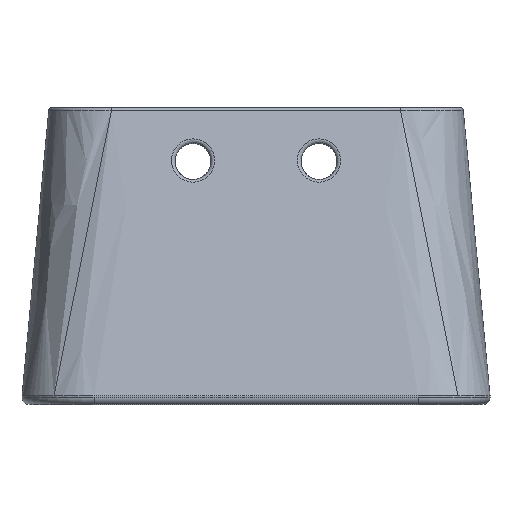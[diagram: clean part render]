
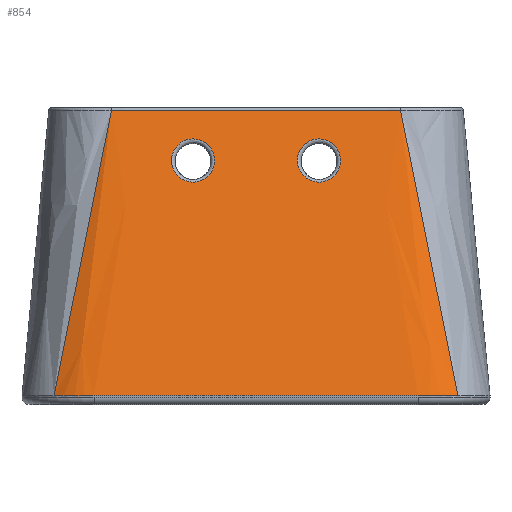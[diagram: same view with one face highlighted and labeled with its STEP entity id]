
A CAD part, front view. The second image highlights one B-rep face of the part: STEP entity #854.
In plain terms, the highlighted free-form (B-spline) face has degree [3, 3] with [9, 4] control points.
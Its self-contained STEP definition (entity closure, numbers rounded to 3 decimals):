
#34=FACE_BOUND('',#187,.T.);
#35=FACE_BOUND('',#188,.T.);
#43=LINE('',#2232,#78);
#44=LINE('',#2253,#79);
#78=VECTOR('',#979,83.817);
#79=VECTOR('',#980,83.818);
#131=FACE_OUTER_BOUND('',#186,.T.);
#186=EDGE_LOOP('',(#621,#622,#623,#624,#625,#626));
#187=EDGE_LOOP('',(#627));
#188=EDGE_LOOP('',(#628));
#260=B_SPLINE_CURVE_WITH_KNOTS('',3,(#2150,#2151,#2152,#2153,#2154,#2155,
#2156,#2157,#2158,#2159,#2160,#2161,#2162,#2163),.UNSPECIFIED.,.T.,.F.,
(4,1,1,1,1,1,1,1,1,1,1,4),(0.,0.23,0.459,0.689,
0.918,1.377,1.836,2.142,2.295,
2.525,2.755,3.214),.UNSPECIFIED.);
#263=B_SPLINE_CURVE_WITH_KNOTS('',3,(#2223,#2224,#2225,#2226,#2227,#2228,
#2229,#2230),.UNSPECIFIED.,.F.,.F.,(4,2,2,4),(-8.029,-7.198,
-0.831,0.),.UNSPECIFIED.);
#264=B_SPLINE_CURVE_WITH_KNOTS('',3,(#2234,#2235,#2236,#2237),
 .UNSPECIFIED.,.F.,.F.,(4,4),(0.,0.104),.UNSPECIFIED.);
#265=B_SPLINE_CURVE_WITH_KNOTS('',3,(#2239,#2240,#2241,#2242,#2243,#2244,
#2245,#2246,#2247),.UNSPECIFIED.,.F.,.F.,(4,2,1,2,4),(0.104,
0.104,0.5,0.896,0.896),
 .UNSPECIFIED.);
#266=B_SPLINE_CURVE_WITH_KNOTS('',3,(#2249,#2250,#2251,#2252),
 .UNSPECIFIED.,.F.,.F.,(4,4),(0.896,1.),.UNSPECIFIED.);
#267=B_SPLINE_CURVE_WITH_KNOTS('',3,(#2255,#2256,#2257,#2258,#2259,#2260,
#2261,#2262,#2263,#2264,#2265,#2266,#2267),.UNSPECIFIED.,.T.,.F.,(4,1,1,
1,1,1,1,1,1,1,4),(0.,0.23,0.459,0.689,
0.918,1.377,1.836,2.066,2.295,
2.754,3.214),.UNSPECIFIED.);
#360=VERTEX_POINT('',#2128);
#365=VERTEX_POINT('',#2221);
#366=VERTEX_POINT('',#2222);
#367=VERTEX_POINT('',#2231);
#368=VERTEX_POINT('',#2233);
#369=VERTEX_POINT('',#2238);
#370=VERTEX_POINT('',#2248);
#371=VERTEX_POINT('',#2254);
#459=EDGE_CURVE('',#360,#360,#260,.T.);
#463=EDGE_CURVE('',#365,#366,#263,.T.);
#464=EDGE_CURVE('',#367,#365,#43,.T.);
#465=EDGE_CURVE('',#367,#368,#264,.T.);
#466=EDGE_CURVE('',#368,#369,#265,.T.);
#467=EDGE_CURVE('',#369,#370,#266,.T.);
#468=EDGE_CURVE('',#370,#366,#44,.T.);
#469=EDGE_CURVE('',#371,#371,#267,.T.);
#621=ORIENTED_EDGE('',*,*,#463,.F.);
#622=ORIENTED_EDGE('',*,*,#464,.F.);
#623=ORIENTED_EDGE('',*,*,#465,.T.);
#624=ORIENTED_EDGE('',*,*,#466,.T.);
#625=ORIENTED_EDGE('',*,*,#467,.T.);
#626=ORIENTED_EDGE('',*,*,#468,.T.);
#627=ORIENTED_EDGE('',*,*,#469,.F.);
#628=ORIENTED_EDGE('',*,*,#459,.F.);
#829=B_SPLINE_SURFACE_WITH_KNOTS('',3,3,((#2185,#2186,#2187,#2188),(#2189,
#2190,#2191,#2192),(#2193,#2194,#2195,#2196),(#2197,#2198,#2199,#2200),
(#2201,#2202,#2203,#2204),(#2205,#2206,#2207,#2208),(#2209,#2210,#2211,
#2212),(#2213,#2214,#2215,#2216),(#2217,#2218,#2219,#2220)),
 .UNSPECIFIED.,.F.,.F.,.F.,(4,2,1,2,4),(4,4),(0.,0.104,0.5,
0.896,1.),(0.,0.992),.UNSPECIFIED.);
#854=ADVANCED_FACE('',(#131,#34,#35),#829,.T.);
#979=DIRECTION('',(0.192,0.228,0.954));
#980=DIRECTION('',(-0.192,0.228,0.954));
#2128=CARTESIAN_POINT('',(-22.401,-27.616,61.809));
#2150=CARTESIAN_POINT('Ctrl Pts',(-22.401,-27.616,61.809));
#2151=CARTESIAN_POINT('Ctrl Pts',(-21.886,-27.821,61.081));
#2152=CARTESIAN_POINT('Ctrl Pts',(-20.518,-28.169,59.844));
#2153=CARTESIAN_POINT('Ctrl Pts',(-17.811,-28.389,59.063));
#2154=CARTESIAN_POINT('Ctrl Pts',(-15.04,-28.246,59.569));
#2155=CARTESIAN_POINT('Ctrl Pts',(-12.047,-27.628,61.769));
#2156=CARTESIAN_POINT('Ctrl Pts',(-10.774,-26.318,66.423));
#2157=CARTESIAN_POINT('Ctrl Pts',(-13.749,-25.11,70.72));
#2158=CARTESIAN_POINT('Ctrl Pts',(-17.529,-24.893,71.492));
#2159=CARTESIAN_POINT('Ctrl Pts',(-20.21,-25.091,70.788));
#2160=CARTESIAN_POINT('Ctrl Pts',(-22.195,-25.503,69.322));
#2161=CARTESIAN_POINT('Ctrl Pts',(-23.909,-26.407,66.108));
#2162=CARTESIAN_POINT('Ctrl Pts',(-23.43,-27.207,63.266));
#2163=CARTESIAN_POINT('Ctrl Pts',(-22.401,-27.616,61.809));
#2185=CARTESIAN_POINT('Ctrl Pts',(-56.093,-41.642,0.));
#2186=CARTESIAN_POINT('Ctrl Pts',(-50.772,-35.313,26.451));
#2187=CARTESIAN_POINT('Ctrl Pts',(-45.452,-28.984,52.902));
#2188=CARTESIAN_POINT('Ctrl Pts',(-40.131,-22.655,79.352));
#2189=CARTESIAN_POINT('Ctrl Pts',(-52.832,-43.816,0.));
#2190=CARTESIAN_POINT('Ctrl Pts',(-47.675,-36.765,26.451));
#2191=CARTESIAN_POINT('Ctrl Pts',(-42.521,-29.723,52.902));
#2192=CARTESIAN_POINT('Ctrl Pts',(-37.365,-22.673,79.352));
#2193=CARTESIAN_POINT('Ctrl Pts',(-48.92,-45.003,0.));
#2194=CARTESIAN_POINT('Ctrl Pts',(-44.144,-37.563,26.451));
#2195=CARTESIAN_POINT('Ctrl Pts',(-39.369,-30.122,52.902));
#2196=CARTESIAN_POINT('Ctrl Pts',(-34.593,-22.682,79.352));
#2197=CARTESIAN_POINT('Ctrl Pts',(-29.997,-44.987,0.));
#2198=CARTESIAN_POINT('Ctrl Pts',(-27.069,-37.549,26.451));
#2199=CARTESIAN_POINT('Ctrl Pts',(-24.143,-30.121,52.902));
#2200=CARTESIAN_POINT('Ctrl Pts',(-21.214,-22.682,79.352));
#2201=CARTESIAN_POINT('Ctrl Pts',(0.,-45.016,
0.));
#2202=CARTESIAN_POINT('Ctrl Pts',(0.,-37.575,
26.451));
#2203=CARTESIAN_POINT('Ctrl Pts',(0.,-30.123,
52.902));
#2204=CARTESIAN_POINT('Ctrl Pts',(0.,-22.682,
79.352));
#2205=CARTESIAN_POINT('Ctrl Pts',(29.997,-44.987,0.));
#2206=CARTESIAN_POINT('Ctrl Pts',(27.069,-37.549,26.451));
#2207=CARTESIAN_POINT('Ctrl Pts',(24.143,-30.121,52.902));
#2208=CARTESIAN_POINT('Ctrl Pts',(21.214,-22.682,79.352));
#2209=CARTESIAN_POINT('Ctrl Pts',(48.92,-45.003,0.));
#2210=CARTESIAN_POINT('Ctrl Pts',(44.144,-37.563,26.451));
#2211=CARTESIAN_POINT('Ctrl Pts',(39.368,-30.122,52.902));
#2212=CARTESIAN_POINT('Ctrl Pts',(34.593,-22.682,79.352));
#2213=CARTESIAN_POINT('Ctrl Pts',(52.831,-43.816,0.));
#2214=CARTESIAN_POINT('Ctrl Pts',(47.674,-36.765,26.451));
#2215=CARTESIAN_POINT('Ctrl Pts',(42.521,-29.724,52.902));
#2216=CARTESIAN_POINT('Ctrl Pts',(37.364,-22.673,79.352));
#2217=CARTESIAN_POINT('Ctrl Pts',(56.092,-41.642,0.));
#2218=CARTESIAN_POINT('Ctrl Pts',(50.772,-35.313,26.451));
#2219=CARTESIAN_POINT('Ctrl Pts',(45.451,-28.984,52.902));
#2220=CARTESIAN_POINT('Ctrl Pts',(40.13,-22.655,79.352));
#2221=CARTESIAN_POINT('',(-40.155,-22.683,79.234));
#2222=CARTESIAN_POINT('',(40.154,-22.683,79.234));
#2223=CARTESIAN_POINT('Ctrl Pts',(-40.155,-22.683,79.234));
#2224=CARTESIAN_POINT('Ctrl Pts',(-37.381,-22.698,79.259));
#2225=CARTESIAN_POINT('Ctrl Pts',(-34.608,-22.705,79.271));
#2226=CARTESIAN_POINT('Ctrl Pts',(-10.603,-22.705,79.27));
#2227=CARTESIAN_POINT('Ctrl Pts',(10.607,-22.705,79.271));
#2228=CARTESIAN_POINT('Ctrl Pts',(34.607,-22.705,79.271));
#2229=CARTESIAN_POINT('Ctrl Pts',(37.381,-22.698,79.259));
#2230=CARTESIAN_POINT('Ctrl Pts',(40.154,-22.683,79.234));
#2231=CARTESIAN_POINT('',(-56.093,-41.642,0.));
#2232=CARTESIAN_POINT('',(-56.093,-41.642,0.));
#2233=CARTESIAN_POINT('',(-45.,-45.,0.));
#2234=CARTESIAN_POINT('Ctrl Pts',(-56.093,-41.642,0.));
#2235=CARTESIAN_POINT('Ctrl Pts',(-52.832,-43.816,0.));
#2236=CARTESIAN_POINT('Ctrl Pts',(-48.92,-45.003,0.));
#2237=CARTESIAN_POINT('Ctrl Pts',(-45.,-45.,0.));
#2238=CARTESIAN_POINT('',(45.,-45.,0.));
#2239=CARTESIAN_POINT('Ctrl Pts',(-45.,-45.,0.));
#2240=CARTESIAN_POINT('Ctrl Pts',(-45.,-45.,0.));
#2241=CARTESIAN_POINT('Ctrl Pts',(-45.,-45.,0.));
#2242=CARTESIAN_POINT('Ctrl Pts',(-29.997,-44.987,0.));
#2243=CARTESIAN_POINT('Ctrl Pts',(0.,-45.016,
0.));
#2244=CARTESIAN_POINT('Ctrl Pts',(29.997,-44.987,0.));
#2245=CARTESIAN_POINT('Ctrl Pts',(45.,-45.,0.));
#2246=CARTESIAN_POINT('Ctrl Pts',(45.,-45.,0.));
#2247=CARTESIAN_POINT('Ctrl Pts',(45.,-45.,0.));
#2248=CARTESIAN_POINT('',(56.092,-41.642,0.));
#2249=CARTESIAN_POINT('Ctrl Pts',(45.,-45.,0.));
#2250=CARTESIAN_POINT('Ctrl Pts',(48.92,-45.003,0.));
#2251=CARTESIAN_POINT('Ctrl Pts',(52.831,-43.816,0.));
#2252=CARTESIAN_POINT('Ctrl Pts',(56.092,-41.642,0.));
#2253=CARTESIAN_POINT('',(56.092,-41.642,0.));
#2254=CARTESIAN_POINT('',(12.573,-27.606,61.847));
#2255=CARTESIAN_POINT('Ctrl Pts',(12.573,-27.606,61.847));
#2256=CARTESIAN_POINT('Ctrl Pts',(13.082,-27.812,61.115));
#2257=CARTESIAN_POINT('Ctrl Pts',(14.439,-28.162,59.868));
#2258=CARTESIAN_POINT('Ctrl Pts',(17.139,-28.388,59.066));
#2259=CARTESIAN_POINT('Ctrl Pts',(19.915,-28.252,59.55));
#2260=CARTESIAN_POINT('Ctrl Pts',(22.923,-27.64,61.726));
#2261=CARTESIAN_POINT('Ctrl Pts',(24.251,-26.332,66.376));
#2262=CARTESIAN_POINT('Ctrl Pts',(21.467,-25.196,70.415));
#2263=CARTESIAN_POINT('Ctrl Pts',(17.86,-24.899,71.472));
#2264=CARTESIAN_POINT('Ctrl Pts',(14.136,-25.075,70.843));
#2265=CARTESIAN_POINT('Ctrl Pts',(10.926,-26.124,67.113));
#2266=CARTESIAN_POINT('Ctrl Pts',(11.555,-27.194,63.311));
#2267=CARTESIAN_POINT('Ctrl Pts',(12.573,-27.606,61.847));
